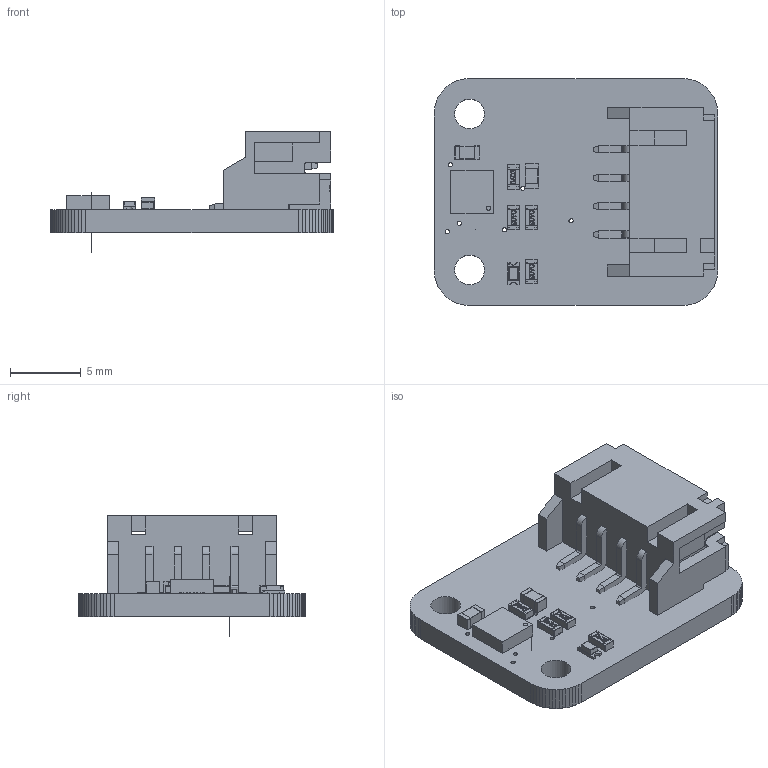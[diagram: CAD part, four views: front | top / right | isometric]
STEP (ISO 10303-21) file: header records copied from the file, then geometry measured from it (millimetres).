
FILE_DESCRIPTION(('PCB Model'),'2;1');
FILE_NAME('10262.STEP', '2025-10-09T16:33:29',('prite'),('Unspecified'), 'Open CASCADE STEP processor 7.6','Proteus','Unknown');
FILE_SCHEMA(('AUTOMOTIVE_DESIGN { 1 0 10303 214 1 1 1 1 }'));
Length unit declared in the file: millimetre
Products named in the file (67): Proteus PCB Model; Board; J2; Package; Body_1; NAUO1; SOLID; U1; =>[0:1:1:3]; =>[0:1:1:4]; =>[0:1:1:5]; =>[0:1:1:6]; =>[0:1:1:7]; =>[0:1:1:8]; =>[0:1:1:9]; =>[0:1:1:10]; =>[0:1:1:11]; =>[0:1:1:12]; =>[0:1:1:13]; =>[0:1:1:14]; =>[0:1:1:15]; =>[0:1:1:16]; =>[0:1:1:17]; =>[0:1:1:18]; =>[0:1:1:19]; =>[0:1:1:20]; C1; C2; J3; Pin_1; R1; R3; R2; D1; NAUO2; NAUO3; NAUO4; NAUO5; R4
Assembly tree (70 placements, depth 6):
  Proteus PCB Model
    Board
    J2
      Package
        Body_1
          NAUO1
            SOLID
            SOLID
            SOLID
            SOLID
            SOLID
            SOLID
            SOLID
    U1
      Package
        Body_1
          =>[0:1:1:3]
          =>[0:1:1:4]
          =>[0:1:1:5]
          =>[0:1:1:6]
          =>[0:1:1:7]
          =>[0:1:1:8]
          =>[0:1:1:9]
          =>[0:1:1:10]
          =>[0:1:1:11]
          =>[0:1:1:12]
          =>[0:1:1:13]
          =>[0:1:1:14]
          =>[0:1:1:15]
          =>[0:1:1:16]
          =>[0:1:1:17]
          =>[0:1:1:18]
          =>[0:1:1:19]
          =>[0:1:1:20]
    C1
      Package
        Body_1
          =>[0:1:1:3]
          =>[0:1:1:4]
          =>[0:1:1:5]
          =>[0:1:1:6]
    C2
      Package
        Body_1
          =>[0:1:1:3]
          =>[0:1:1:4]
          =>[0:1:1:5]
          =>[0:1:1:6]
    J3
      Package
        Pin_1
    R1
      Package
        Body_1
          =>[0:1:1:3]
          =>[0:1:1:4]
          =>[0:1:1:5]
          =>[0:1:1:6]
    R3
      Package
Bounding box: 20 x 16 x 8.51 mm (x, y, z)
Volume: 730.2 mm3; surface area: 1521.2 mm2
Topology: 55 solids, 56 shells, 1165 faces, 2910 edges, 1864 vertices
Faces by surface type: plane 849, bspline 164, cylinder 118, sphere 34
Full cylindrical faces by diameter (mm): 0.01 x1, 0.3 x6, 1 x4, 2.1 x2
Entity records: 28543 total; most frequent: CARTESIAN_POINT 7004, ORIENTED_EDGE 3746, DIRECTION 3466, EDGE_CURVE 1874, LINE 1638, VECTOR 1638, VERTEX_POINT 1216, AXIS2_PLACEMENT_3D 914
